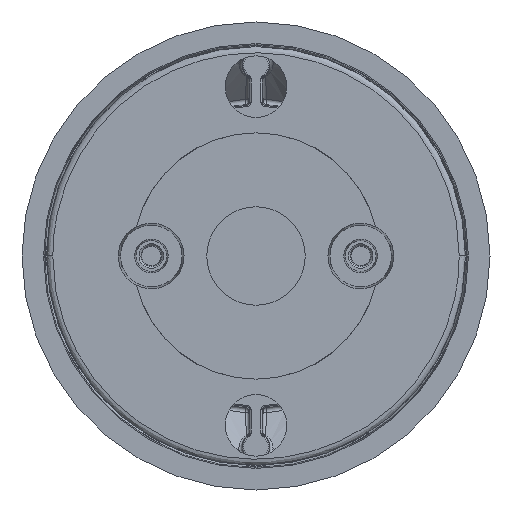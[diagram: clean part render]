
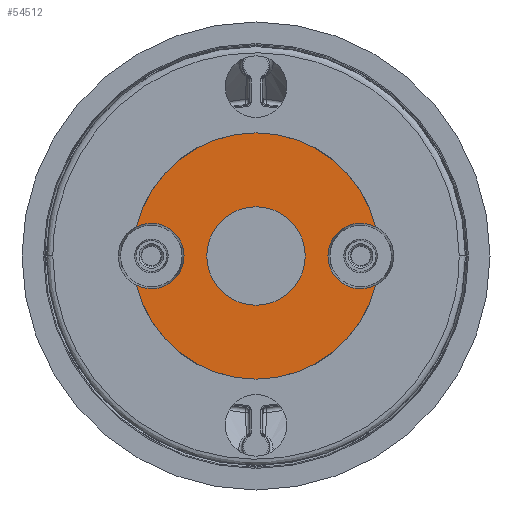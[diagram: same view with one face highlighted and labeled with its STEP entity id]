
A CAD part, front view. The second image highlights one B-rep face of the part: STEP entity #54512.
In plain terms, the highlighted planar face has unit normal (0, -1, 0).
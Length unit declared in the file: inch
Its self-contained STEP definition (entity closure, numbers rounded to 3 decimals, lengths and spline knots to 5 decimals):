
#533 = ORIENTED_EDGE ( 'NONE', *, *, #25028, .T. ) ;
#715 = ORIENTED_EDGE ( 'NONE', *, *, #33424, .T. ) ;
#3136 = CARTESIAN_POINT ( 'NONE',  ( 0., 0.01575, -0.98425 ) ) ;
#5054 = ORIENTED_EDGE ( 'NONE', *, *, #47498, .T. ) ;
#5167 = VERTEX_POINT ( 'NONE', #3136 ) ;
#5228 = FACE_BOUND ( 'NONE', #42422, .T. ) ;
#5283 = EDGE_CURVE ( 'NONE', #30677, #38813, #11299, .T. ) ;
#5325 = CARTESIAN_POINT ( 'NONE',  ( -0.76511, 0.01575, -1.48524 ) ) ;
#5707 = CIRCLE ( 'NONE', #50310, 0.7874 ) ;
#7282 = DIRECTION ( 'NONE',  ( 0., -1., 0. ) ) ;
#7309 = DIRECTION ( 'NONE',  ( 0., -1., 0. ) ) ;
#7793 = ORIENTED_EDGE ( 'NONE', *, *, #5283, .T. ) ;
#7929 = CARTESIAN_POINT ( 'NONE',  ( 0., 0.01575, -1.29921 ) ) ;
#8753 = CIRCLE ( 'NONE', #33290, 0.7874 ) ;
#9913 = CARTESIAN_POINT ( 'NONE',  ( 0., 0.01575, -1.29921 ) ) ;
#10381 = CIRCLE ( 'NONE', #27678, 0.7874 ) ;
#10720 = EDGE_LOOP ( 'NONE', ( #715, #533, #18112, #37248, #35229, #21212, #7793 ) ) ;
#10879 = EDGE_CURVE ( 'NONE', #19973, #24260, #10381, .T. ) ;
#11299 = CIRCLE ( 'NONE', #42507, 0.20925 ) ;
#12162 = DIRECTION ( 'NONE',  ( 0., 0., 1. ) ) ;
#12577 = DIRECTION ( 'NONE',  ( 0., 1., 0. ) ) ;
#13422 = EDGE_CURVE ( 'NONE', #33325, #51497, #53185, .T. ) ;
#14196 = DIRECTION ( 'NONE',  ( 0., 0., 1. ) ) ;
#16826 = EDGE_CURVE ( 'NONE', #51497, #19973, #8753, .T. ) ;
#18099 = CARTESIAN_POINT ( 'NONE',  ( 0., 0.01575, -1.29921 ) ) ;
#18112 = ORIENTED_EDGE ( 'NONE', *, *, #13422, .T. ) ;
#19973 = VERTEX_POINT ( 'NONE', #30905 ) ;
#20070 = CIRCLE ( 'NONE', #33636, 0.20925 ) ;
#21212 = ORIENTED_EDGE ( 'NONE', *, *, #49134, .T. ) ;
#22189 = DIRECTION ( 'NONE',  ( 0., 1., 0. ) ) ;
#22373 = DIRECTION ( 'NONE',  ( 0., 0., 1. ) ) ;
#23060 = DIRECTION ( 'NONE',  ( 0., 1., 0. ) ) ;
#24260 = VERTEX_POINT ( 'NONE', #26136 ) ;
#24306 = CARTESIAN_POINT ( 'NONE',  ( -0.46004, 0.01575, -1.29921 ) ) ;
#25028 = EDGE_CURVE ( 'NONE', #27224, #33325, #39419, .T. ) ;
#25060 = FACE_OUTER_BOUND ( 'NONE', #10720, .T. ) ;
#25068 = AXIS2_PLACEMENT_3D ( 'NONE', #7929, #37476, #12162 ) ;
#25313 = CARTESIAN_POINT ( 'NONE',  ( 0.66929, 0.01575, -1.29921 ) ) ;
#26136 = CARTESIAN_POINT ( 'NONE',  ( -0.76511, 0.01575, -1.11319 ) ) ;
#27224 = VERTEX_POINT ( 'NONE', #44642 ) ;
#27678 = AXIS2_PLACEMENT_3D ( 'NONE', #9913, #39465, #14196 ) ;
#29524 = DIRECTION ( 'NONE',  ( -1., 0., 0. ) ) ;
#30388 = EDGE_CURVE ( 'NONE', #5167, #31590, #43544, .T. ) ;
#30677 = VERTEX_POINT ( 'NONE', #24306 ) ;
#30905 = CARTESIAN_POINT ( 'NONE',  ( 0., 0.01575, -0.51181 ) ) ;
#30990 = AXIS2_PLACEMENT_3D ( 'NONE', #40071, #48012, #48557 ) ;
#31590 = VERTEX_POINT ( 'NONE', #36140 ) ;
#32522 = CARTESIAN_POINT ( 'NONE',  ( 0., 0.01575, -1.29921 ) ) ;
#32545 = CARTESIAN_POINT ( 'NONE',  ( 0., 0.01575, -1.29921 ) ) ;
#33290 = AXIS2_PLACEMENT_3D ( 'NONE', #32522, #7282, #36831 ) ;
#33325 = VERTEX_POINT ( 'NONE', #43645 ) ;
#33424 = EDGE_CURVE ( 'NONE', #38813, #27224, #5707, .T. ) ;
#33636 = AXIS2_PLACEMENT_3D ( 'NONE', #47454, #22189, #51663 ) ;
#35229 = ORIENTED_EDGE ( 'NONE', *, *, #10879, .T. ) ;
#36140 = CARTESIAN_POINT ( 'NONE',  ( 0., 0.01575, -1.61417 ) ) ;
#36831 = DIRECTION ( 'NONE',  ( 0., 0., 1. ) ) ;
#36856 = DIRECTION ( 'NONE',  ( 0., 0., 1. ) ) ;
#37248 = ORIENTED_EDGE ( 'NONE', *, *, #16826, .T. ) ;
#37476 = DIRECTION ( 'NONE',  ( 0., 1., 0. ) ) ;
#37878 = CARTESIAN_POINT ( 'NONE',  ( -0.66929, 0.01575, -1.29921 ) ) ;
#38813 = VERTEX_POINT ( 'NONE', #5325 ) ;
#39419 = CIRCLE ( 'NONE', #48862, 0.20925 ) ;
#39465 = DIRECTION ( 'NONE',  ( 0., -1., 0. ) ) ;
#39533 = AXIS2_PLACEMENT_3D ( 'NONE', #25313, #54822, #29524 ) ;
#40071 = CARTESIAN_POINT ( 'NONE',  ( -0.31496, 0.01575, -1.29921 ) ) ;
#42129 = DIRECTION ( 'NONE',  ( -1., 0., 0. ) ) ;
#42422 = EDGE_LOOP ( 'NONE', ( #46404, #5054 ) ) ;
#42507 = AXIS2_PLACEMENT_3D ( 'NONE', #37878, #12577, #42129 ) ;
#42545 = CIRCLE ( 'NONE', #25068, 0.31496 ) ;
#43544 = CIRCLE ( 'NONE', #44490, 0.31496 ) ;
#43645 = CARTESIAN_POINT ( 'NONE',  ( 0.46004, 0.01575, -1.29921 ) ) ;
#44310 = PLANE ( 'NONE',  #30990 ) ;
#44490 = AXIS2_PLACEMENT_3D ( 'NONE', #18099, #47628, #22373 ) ;
#44642 = CARTESIAN_POINT ( 'NONE',  ( 0.76511, 0.01575, -1.48524 ) ) ;
#46404 = ORIENTED_EDGE ( 'NONE', *, *, #30388, .T. ) ;
#47454 = CARTESIAN_POINT ( 'NONE',  ( -0.66929, 0.01575, -1.29921 ) ) ;
#47498 = EDGE_CURVE ( 'NONE', #31590, #5167, #42545, .T. ) ;
#47628 = DIRECTION ( 'NONE',  ( 0., 1., 0. ) ) ;
#48012 = DIRECTION ( 'NONE',  ( 0., -1., 0. ) ) ;
#48314 = CARTESIAN_POINT ( 'NONE',  ( 0.66929, 0.01575, -1.29921 ) ) ;
#48557 = DIRECTION ( 'NONE',  ( 0., 0., -1. ) ) ;
#48862 = AXIS2_PLACEMENT_3D ( 'NONE', #48314, #23060, #52532 ) ;
#49134 = EDGE_CURVE ( 'NONE', #24260, #30677, #20070, .T. ) ;
#50310 = AXIS2_PLACEMENT_3D ( 'NONE', #32545, #7309, #36856 ) ;
#51497 = VERTEX_POINT ( 'NONE', #51634 ) ;
#51634 = CARTESIAN_POINT ( 'NONE',  ( 0.76511, 0.01575, -1.11319 ) ) ;
#51663 = DIRECTION ( 'NONE',  ( -1., 0., 0. ) ) ;
#52532 = DIRECTION ( 'NONE',  ( -1., 0., 0. ) ) ;
#53185 = CIRCLE ( 'NONE', #39533, 0.20925 ) ;
#54512 = ADVANCED_FACE ( 'NONE', ( #5228, #25060 ), #44310, .T. ) ;
#54822 = DIRECTION ( 'NONE',  ( 0., 1., 0. ) ) ;
